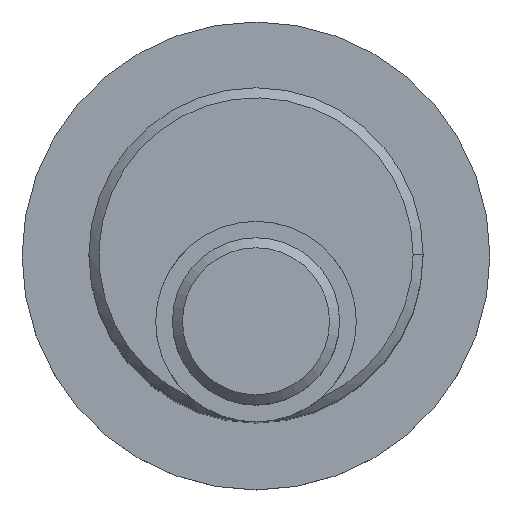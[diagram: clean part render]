
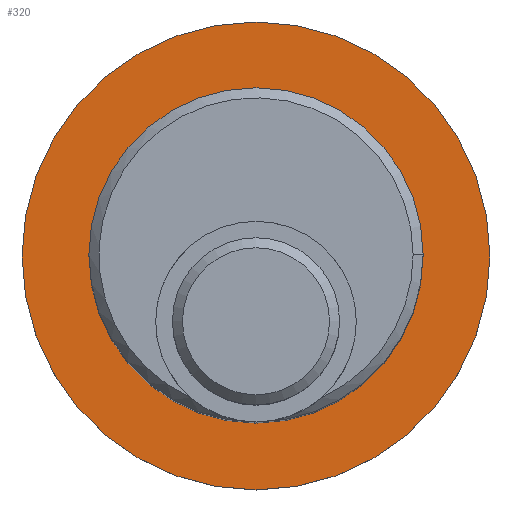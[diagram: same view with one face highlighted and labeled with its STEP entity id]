
A CAD part, top view. The second image highlights one B-rep face of the part: STEP entity #320.
In plain terms, the highlighted planar face has unit normal (0, 0, 1).
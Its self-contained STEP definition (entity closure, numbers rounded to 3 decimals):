
#15=FACE_BOUND('',#67,.T.);
#20=PLANE('',#383);
#47=FACE_OUTER_BOUND('',#66,.T.);
#66=EDGE_LOOP('',(#277,#278));
#67=EDGE_LOOP('',(#279,#280));
#104=CIRCLE('',#375,7.);
#107=CIRCLE('',#378,7.);
#108=CIRCLE('',#380,5.);
#109=CIRCLE('',#381,5.);
#161=VERTEX_POINT('',#594);
#162=VERTEX_POINT('',#595);
#165=VERTEX_POINT('',#604);
#166=VERTEX_POINT('',#605);
#203=EDGE_CURVE('',#161,#162,#104,.T.);
#207=EDGE_CURVE('',#162,#161,#107,.T.);
#208=EDGE_CURVE('',#165,#166,#108,.T.);
#209=EDGE_CURVE('',#166,#165,#109,.T.);
#277=ORIENTED_EDGE('',*,*,#203,.F.);
#278=ORIENTED_EDGE('',*,*,#207,.F.);
#279=ORIENTED_EDGE('',*,*,#208,.T.);
#280=ORIENTED_EDGE('',*,*,#209,.T.);
#320=ADVANCED_FACE('',(#47,#15),#20,.F.);
#375=AXIS2_PLACEMENT_3D('',#596,#467,#468);
#378=AXIS2_PLACEMENT_3D('',#602,#474,#475);
#380=AXIS2_PLACEMENT_3D('',#606,#478,#479);
#381=AXIS2_PLACEMENT_3D('',#607,#480,#481);
#383=AXIS2_PLACEMENT_3D('',#610,#485,#486);
#467=DIRECTION('center_axis',(0.,0.,-1.));
#468=DIRECTION('ref_axis',(0.,1.,0.));
#474=DIRECTION('center_axis',(0.,0.,-1.));
#475=DIRECTION('ref_axis',(0.,1.,0.));
#478=DIRECTION('center_axis',(0.,0.,-1.));
#479=DIRECTION('ref_axis',(0.,1.,0.));
#480=DIRECTION('center_axis',(0.,0.,-1.));
#481=DIRECTION('ref_axis',(0.,1.,0.));
#485=DIRECTION('center_axis',(0.,0.,-1.));
#486=DIRECTION('ref_axis',(0.,1.,0.));
#594=CARTESIAN_POINT('',(0.,-5.,-6.5));
#595=CARTESIAN_POINT('',(0.,9.,-6.5));
#596=CARTESIAN_POINT('Origin',(0.,2.,-6.5));
#602=CARTESIAN_POINT('Origin',(0.,2.,-6.5));
#604=CARTESIAN_POINT('',(0.,7.,-6.5));
#605=CARTESIAN_POINT('',(0.,-3.,-6.5));
#606=CARTESIAN_POINT('Origin',(0.,2.,-6.5));
#607=CARTESIAN_POINT('Origin',(0.,2.,-6.5));
#610=CARTESIAN_POINT('Origin',(0.,2.,-6.5));
